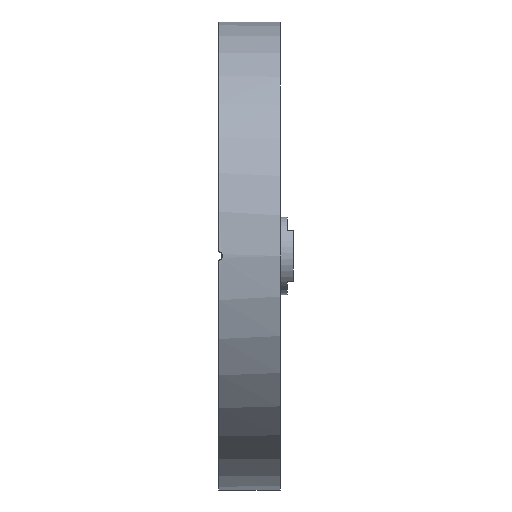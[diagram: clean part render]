
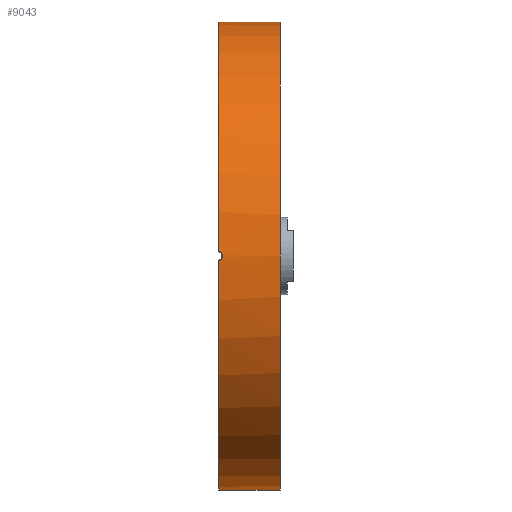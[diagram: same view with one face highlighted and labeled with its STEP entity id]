
A CAD part, left-side view. The second image highlights one B-rep face of the part: STEP entity #9043.
In plain terms, the highlighted cylindrical face has radius 57.15 mm (diameter 114.3 mm), a partial arc.
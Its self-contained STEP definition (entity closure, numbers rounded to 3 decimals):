
#31 = CARTESIAN_POINT ( 'NONE',  ( 0., -15., -57.15 ) ) ;
#121 = ORIENTED_EDGE ( 'NONE', *, *, #8575, .F. ) ;
#192 = DIRECTION ( 'NONE',  ( 0., 1., 0. ) ) ;
#479 = VECTOR ( 'NONE', #6505, 1000. ) ;
#632 = CARTESIAN_POINT ( 'NONE',  ( -57.15, -1., -0.13 ) ) ;
#1311 = ORIENTED_EDGE ( 'NONE', *, *, #2783, .F. ) ;
#1478 = VERTEX_POINT ( 'NONE', #13382 ) ;
#1701 = CARTESIAN_POINT ( 'NONE',  ( -57.148, -0.874, 0.503 ) ) ;
#1779 = CARTESIAN_POINT ( 'NONE',  ( -57.147, -0.799, 0.615 ) ) ;
#1805 = VERTEX_POINT ( 'NONE', #31 ) ;
#2020 = DIRECTION ( 'NONE',  ( 0., 0., 1. ) ) ;
#2034 = AXIS2_PLACEMENT_3D ( 'NONE', #5360, #10027, #4226 ) ;
#2295 = ORIENTED_EDGE ( 'NONE', *, *, #8768, .T. ) ;
#2627 = EDGE_LOOP ( 'NONE', ( #12106, #10025, #2295, #121, #13787, #1311 ) ) ;
#2783 = EDGE_CURVE ( 'NONE', #7805, #5568, #10939, .T. ) ;
#2930 = CARTESIAN_POINT ( 'NONE',  ( -57.15, -1., 0.131 ) ) ;
#2968 = CARTESIAN_POINT ( 'NONE',  ( -57.141, 0., -1. ) ) ;
#3377 = VERTEX_POINT ( 'NONE', #7930 ) ;
#4045 = CARTESIAN_POINT ( 'NONE',  ( -57.141, 0., 1. ) ) ;
#4226 = DIRECTION ( 'NONE',  ( 0., 0., 1. ) ) ;
#4271 = VECTOR ( 'NONE', #4782, 1000. ) ;
#4782 = DIRECTION ( 'NONE',  ( 0., 1., 0. ) ) ;
#4832 = AXIS2_PLACEMENT_3D ( 'NONE', #8894, #12341, #2020 ) ;
#5097 = EDGE_CURVE ( 'NONE', #1805, #7805, #12845, .T. ) ;
#5360 = CARTESIAN_POINT ( 'NONE',  ( 0., -15., 0. ) ) ;
#5568 = VERTEX_POINT ( 'NONE', #2968 ) ;
#5844 = CARTESIAN_POINT ( 'NONE',  ( 0., -15., 0. ) ) ;
#6262 = CARTESIAN_POINT ( 'NONE',  ( -57.141, 0., 1. ) ) ;
#6322 = CARTESIAN_POINT ( 'NONE',  ( -57.147, -0.801, -0.613 ) ) ;
#6395 = CARTESIAN_POINT ( 'NONE',  ( -57.141, -0.132, 1. ) ) ;
#6505 = DIRECTION ( 'NONE',  ( 0., 1., 0. ) ) ;
#6535 = CARTESIAN_POINT ( 'NONE',  ( -57.142, -0.262, 0.974 ) ) ;
#7314 = CARTESIAN_POINT ( 'NONE',  ( 0., 0., -57.15 ) ) ;
#7485 = CIRCLE ( 'NONE', #4832, 57.15 ) ;
#7533 = CARTESIAN_POINT ( 'NONE',  ( -57.141, -0.264, -1. ) ) ;
#7805 = VERTEX_POINT ( 'NONE', #7314 ) ;
#7930 = CARTESIAN_POINT ( 'NONE',  ( 0., 0., 57.15 ) ) ;
#8575 = EDGE_CURVE ( 'NONE', #14204, #3377, #7485, .T. ) ;
#8768 = EDGE_CURVE ( 'NONE', #1478, #3377, #12008, .T. ) ;
#8894 = CARTESIAN_POINT ( 'NONE',  ( 0., 0., 0. ) ) ;
#8991 = EDGE_CURVE ( 'NONE', #14204, #5568, #12703, .T. ) ;
#9043 = ADVANCED_FACE ( 'NONE', ( #11580 ), #12404, .T. ) ;
#9432 = DIRECTION ( 'NONE',  ( 0., 0., 1. ) ) ;
#9756 = CARTESIAN_POINT ( 'NONE',  ( 0., -15., 57.15 ) ) ;
#10025 = ORIENTED_EDGE ( 'NONE', *, *, #10804, .T. ) ;
#10027 = DIRECTION ( 'NONE',  ( 0., 1., 0. ) ) ;
#10068 = CARTESIAN_POINT ( 'NONE',  ( -57.148, -0.874, -0.503 ) ) ;
#10375 = AXIS2_PLACEMENT_3D ( 'NONE', #5844, #12622, #10455 ) ;
#10455 = DIRECTION ( 'NONE',  ( 0., 0., 1. ) ) ;
#10553 = CARTESIAN_POINT ( 'NONE',  ( 0., 0., 0. ) ) ;
#10804 = EDGE_CURVE ( 'NONE', #1805, #1478, #14077, .T. ) ;
#10921 = CARTESIAN_POINT ( 'NONE',  ( -57.143, -0.521, -0.893 ) ) ;
#10939 = CIRCLE ( 'NONE', #12861, 57.15 ) ;
#10985 = CARTESIAN_POINT ( 'NONE',  ( -57.15, -0.974, 0.263 ) ) ;
#11131 = CARTESIAN_POINT ( 'NONE',  ( -57.15, -0.974, -0.261 ) ) ;
#11580 = FACE_OUTER_BOUND ( 'NONE', #2627, .T. ) ;
#12008 = LINE ( 'NONE', #9756, #479 ) ;
#12106 = ORIENTED_EDGE ( 'NONE', *, *, #5097, .F. ) ;
#12110 = CARTESIAN_POINT ( 'NONE',  ( -57.141, 0., -1. ) ) ;
#12341 = DIRECTION ( 'NONE',  ( 0., 1., 0. ) ) ;
#12404 = CYLINDRICAL_SURFACE ( 'NONE', #10375, 57.15 ) ;
#12622 = DIRECTION ( 'NONE',  ( 0., 1., 0. ) ) ;
#12703 = B_SPLINE_CURVE_WITH_KNOTS ( 'NONE', 3,
 ( #4045, #6395, #6535, #13367, #14434, #1779, #1701, #10985, #2930, #632, #11131, #10068, #6322, #10921, #7533, #12110 ),
 .UNSPECIFIED., .F., .F.,
 ( 4, 2, 2, 2, 2, 2, 2, 4 ),
 ( 0., 0., 0.001, 0.001, 0.002, 0.002, 0.002, 0.003 ),
 .UNSPECIFIED. ) ;
#12773 = CARTESIAN_POINT ( 'NONE',  ( 0., -15., -57.15 ) ) ;
#12845 = LINE ( 'NONE', #12773, #4271 ) ;
#12861 = AXIS2_PLACEMENT_3D ( 'NONE', #10553, #192, #9432 ) ;
#13367 = CARTESIAN_POINT ( 'NONE',  ( -57.143, -0.504, 0.874 ) ) ;
#13382 = CARTESIAN_POINT ( 'NONE',  ( 0., -15., 57.15 ) ) ;
#13787 = ORIENTED_EDGE ( 'NONE', *, *, #8991, .T. ) ;
#14077 = CIRCLE ( 'NONE', #2034, 57.15 ) ;
#14204 = VERTEX_POINT ( 'NONE', #6262 ) ;
#14434 = CARTESIAN_POINT ( 'NONE',  ( -57.144, -0.615, 0.799 ) ) ;
